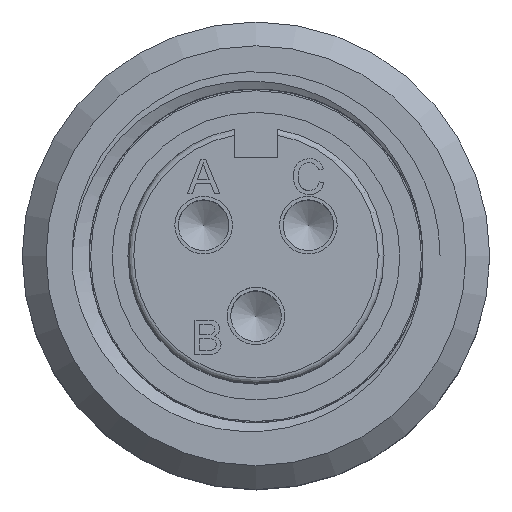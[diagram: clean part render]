
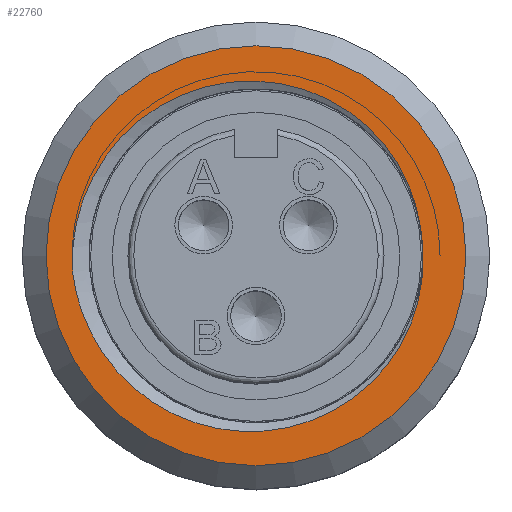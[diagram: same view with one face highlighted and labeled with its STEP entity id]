
A CAD part, top view. The second image highlights one B-rep face of the part: STEP entity #22760.
In plain terms, the highlighted planar face has unit normal (0, 0, 1).
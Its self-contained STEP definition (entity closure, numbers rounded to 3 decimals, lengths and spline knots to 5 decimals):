
#953=PLANE('',#26152);
#1516=B_SPLINE_CURVE_WITH_KNOTS('',3,(#56582,#56583,#56584,#56585,#56586,
#56587,#56588,#56589,#56590,#56591,#56592,#56593,#56594,#56595,#56596,#56597,
#56598,#56599,#56600,#56601,#56602,#56603),.UNSPECIFIED.,.F.,.F.,(4,3,3,
3,3,3,3,4),(0.,0.4041,0.80228,1.19428,1.57994,
1.95965,2.33309,2.37152),.UNSPECIFIED.);
#1517=B_SPLINE_CURVE_WITH_KNOTS('',3,(#56606,#56607,#56608,#56609,#56610,
#56611,#56612,#56613,#56614,#56615,#56616,#56617,#56618,#56619,#56620,#56621,
#56622,#56623,#56624,#56625,#56626,#56627),.UNSPECIFIED.,.F.,.F.,(4,3,3,
3,3,3,3,4),(0.,0.37252,0.75136,1.13627,1.52707,
1.92417,2.32728,2.36656),.UNSPECIFIED.);
#2468=FACE_BOUND('',#5265,.T.);
#3717=FACE_OUTER_BOUND('',#5264,.T.);
#5264=EDGE_LOOP('',(#19526));
#5265=EDGE_LOOP('',(#19527,#19528,#19529));
#7573=CIRCLE('',#26151,0.365);
#7574=CIRCLE('',#26153,0.29);
#9390=VERTEX_POINT('',#56577);
#9391=VERTEX_POINT('',#56580);
#9392=VERTEX_POINT('',#56581);
#9393=VERTEX_POINT('',#56604);
#12646=EDGE_CURVE('',#9390,#9390,#7573,.T.);
#12647=EDGE_CURVE('',#9391,#9392,#1516,.T.);
#12648=EDGE_CURVE('',#9392,#9393,#7574,.T.);
#12649=EDGE_CURVE('',#9393,#9391,#1517,.T.);
#19526=ORIENTED_EDGE('',*,*,#12646,.F.);
#19527=ORIENTED_EDGE('',*,*,#12647,.T.);
#19528=ORIENTED_EDGE('',*,*,#12648,.T.);
#19529=ORIENTED_EDGE('',*,*,#12649,.T.);
#22760=ADVANCED_FACE('',(#3717,#2468),#953,.F.);
#26151=AXIS2_PLACEMENT_3D('',#56578,#32988,#32989);
#26152=AXIS2_PLACEMENT_3D('',#56579,#32990,#32991);
#26153=AXIS2_PLACEMENT_3D('',#56605,#32992,#32993);
#32988=DIRECTION('center_axis',(0.,0.,
-1.));
#32989=DIRECTION('ref_axis',(-1.,0.,0.));
#32990=DIRECTION('center_axis',(0.,0.,
-1.));
#32991=DIRECTION('ref_axis',(-1.,0.,0.));
#32992=DIRECTION('center_axis',(0.,0.,
-1.));
#32993=DIRECTION('ref_axis',(1.,0.,0.));
#56577=CARTESIAN_POINT('',(0.365,0.,-0.168));
#56578=CARTESIAN_POINT('Origin',(0.,0.,
-0.168));
#56579=CARTESIAN_POINT('Origin',(0.,0.,
-0.168));
#56580=CARTESIAN_POINT('',(-0.31857,-0.03017,-0.168));
#56581=CARTESIAN_POINT('',(0.28485,0.05443,-0.168));
#56582=CARTESIAN_POINT('Ctrl Pts',(-0.31857,-0.03017,
-0.168));
#56583=CARTESIAN_POINT('Ctrl Pts',(-0.32195,0.02276,
-0.168));
#56584=CARTESIAN_POINT('Ctrl Pts',(-0.31194,0.07625,
-0.168));
#56585=CARTESIAN_POINT('Ctrl Pts',(-0.28965,0.1241,
-0.168));
#56586=CARTESIAN_POINT('Ctrl Pts',(-0.26768,0.17125,
-0.168));
#56587=CARTESIAN_POINT('Ctrl Pts',(-0.23368,0.21293,
-0.168));
#56588=CARTESIAN_POINT('Ctrl Pts',(-0.19184,0.24376,
-0.168));
#56589=CARTESIAN_POINT('Ctrl Pts',(-0.15066,0.27411,-0.168));
#56590=CARTESIAN_POINT('Ctrl Pts',(-0.10171,0.29409,
-0.168));
#56591=CARTESIAN_POINT('Ctrl Pts',(-0.05092,0.301,
-0.168));
#56592=CARTESIAN_POINT('Ctrl Pts',(-0.00096,0.30781,
-0.168));
#56593=CARTESIAN_POINT('Ctrl Pts',(0.05069,0.30197,
-0.168));
#56594=CARTESIAN_POINT('Ctrl Pts',(0.09779,0.284,
-0.168));
#56595=CARTESIAN_POINT('Ctrl Pts',(0.14417,0.26631,-0.168));
#56596=CARTESIAN_POINT('Ctrl Pts',(0.18603,0.23688,-0.168));
#56597=CARTESIAN_POINT('Ctrl Pts',(0.21819,0.19921,
-0.168));
#56598=CARTESIAN_POINT('Ctrl Pts',(0.24982,0.16216,
-0.168));
#56599=CARTESIAN_POINT('Ctrl Pts',(0.27213,0.11703,
-0.168));
#56600=CARTESIAN_POINT('Ctrl Pts',(0.28216,0.06927,
-0.168));
#56601=CARTESIAN_POINT('Ctrl Pts',(0.28319,0.06436,
-0.168));
#56602=CARTESIAN_POINT('Ctrl Pts',(0.28409,0.05941,
-0.168));
#56603=CARTESIAN_POINT('Ctrl Pts',(0.28486,0.05444,
-0.168));
#56604=CARTESIAN_POINT('',(0.29,0.,-0.168));
#56605=CARTESIAN_POINT('Origin',(0.,0.,
-0.168));
#56606=CARTESIAN_POINT('Ctrl Pts',(0.29,0.,-0.168));
#56607=CARTESIAN_POINT('Ctrl Pts',(0.29166,-0.04886,
-0.168));
#56608=CARTESIAN_POINT('Ctrl Pts',(0.28076,-0.09785,
-0.168));
#56609=CARTESIAN_POINT('Ctrl Pts',(0.25887,-0.14135,
-0.168));
#56610=CARTESIAN_POINT('Ctrl Pts',(0.2366,-0.18559,
-0.168));
#56611=CARTESIAN_POINT('Ctrl Pts',(0.20287,-0.22415,-0.168));
#56612=CARTESIAN_POINT('Ctrl Pts',(0.16212,-0.25227,
-0.168));
#56613=CARTESIAN_POINT('Ctrl Pts',(0.12072,-0.28083,
-0.168));
#56614=CARTESIAN_POINT('Ctrl Pts',(0.0719,-0.29879,
-0.168));
#56615=CARTESIAN_POINT('Ctrl Pts',(0.02174,-0.30401,
-0.168));
#56616=CARTESIAN_POINT('Ctrl Pts',(-0.02918,-0.30931,
-0.168));
#56617=CARTESIAN_POINT('Ctrl Pts',(-0.08141,-0.30151,
-0.168));
#56618=CARTESIAN_POINT('Ctrl Pts',(-0.12866,-0.28172,
-0.168));
#56619=CARTESIAN_POINT('Ctrl Pts',(-0.17667,-0.26161,
-0.168));
#56620=CARTESIAN_POINT('Ctrl Pts',(-0.21944,-0.22917,
-0.168));
#56621=CARTESIAN_POINT('Ctrl Pts',(-0.25187,-0.18855,
-0.168));
#56622=CARTESIAN_POINT('Ctrl Pts',(-0.2848,-0.14732,
-0.168));
#56623=CARTESIAN_POINT('Ctrl Pts',(-0.30716,-0.09757,
-0.168));
#56624=CARTESIAN_POINT('Ctrl Pts',(-0.3163,-0.04548,
-0.168));
#56625=CARTESIAN_POINT('Ctrl Pts',(-0.31719,-0.0404,
-0.168));
#56626=CARTESIAN_POINT('Ctrl Pts',(-0.31795,-0.0353,
-0.168));
#56627=CARTESIAN_POINT('Ctrl Pts',(-0.3186,-0.03017,
-0.168));
